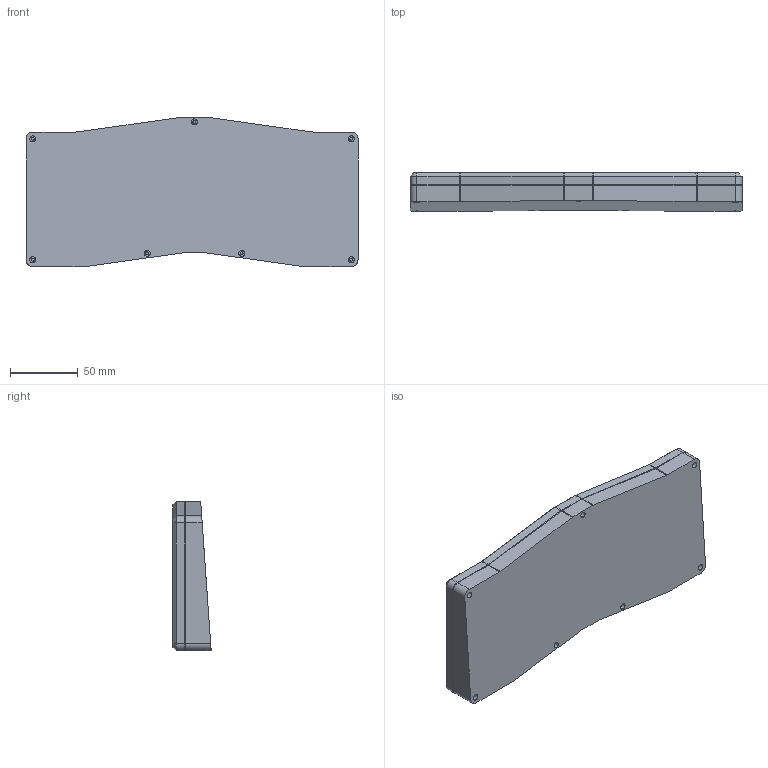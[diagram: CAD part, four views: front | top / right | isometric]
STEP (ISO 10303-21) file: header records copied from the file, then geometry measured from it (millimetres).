
FILE_DESCRIPTION (( 'STEP AP214' ), '1' );
FILE_NAME ('Adalyn.STEP', '2021-11-17T17:45:41', ( '' ), ( '' ), 'SwSTEP 2.0', 'SolidWorks 2021', '' );
FILE_SCHEMA (( 'AUTOMOTIVE_DESIGN' ));
Length unit declared in the file: millimetre
Products named in the file (1): Adalyn
Bounding box: 244.83 x 28.19 x 109.9 mm (x, y, z)
Volume: 297791.1 mm3; surface area: 126655.9 mm2
Topology: 3 solids, 3 shells, 1067 faces, 2876 edges, 1824 vertices
Faces by surface type: cylinder 476, plane 435, cone 156
Entity records: 33633 total; most frequent: DIRECTION 6038, CARTESIAN_POINT 5830, ORIENTED_EDGE 5720, EDGE_CURVE 2860, AXIS2_PLACEMENT_3D 2136, VERTEX_POINT 1824, LINE 1766, VECTOR 1766
